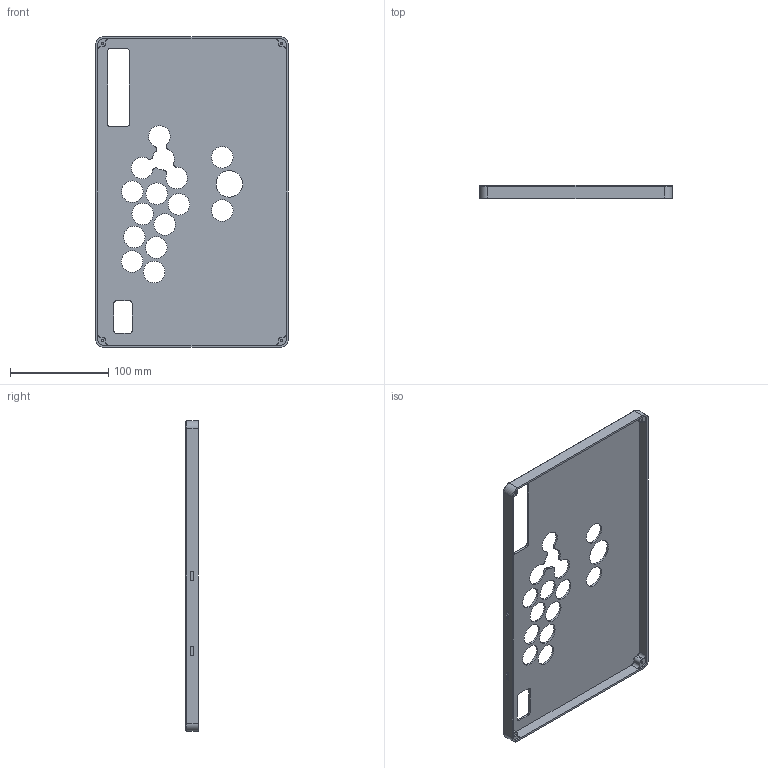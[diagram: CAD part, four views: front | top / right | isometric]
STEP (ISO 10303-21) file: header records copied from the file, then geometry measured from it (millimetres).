
FILE_DESCRIPTION(/* description */ (''),/* implementation_level */ '2;1');
FILE_NAME(/* name */ 'FrameMain.stp',/* time_stamp */ '2023-11-08T01:37:06+08:00',/* author */ ('nicx5'),/* organization */ (''),/* preprocessor_version */ 'ST-DEVELOPER v19.2',/* originating_system */ 'Autodesk Inventor 2024',/* authorisation */ '');
FILE_SCHEMA (('AUTOMOTIVE_DESIGN { 1 0 10303 214 3 1 1 }'));
Length unit declared in the file: millimetre
Products named in the file (1): FrameMain
Bounding box: 196 x 13 x 316 mm (x, y, z)
Volume: 130081.1 mm3; surface area: 132842 mm2
Topology: 1 solids, 1 shells, 121 faces, 342 edges, 224 vertices
Faces by surface type: cylinder 74, plane 39, torus 4, cone 4
Full cylindrical faces by diameter (mm): 2.459 x4, 22 x11, 27 x1
Entity records: 4193 total; most frequent: DIRECTION 734, CARTESIAN_POINT 684, ORIENTED_EDGE 676, EDGE_CURVE 338, AXIS2_PLACEMENT_3D 274, VERTEX_POINT 224, LINE 186, VECTOR 186
